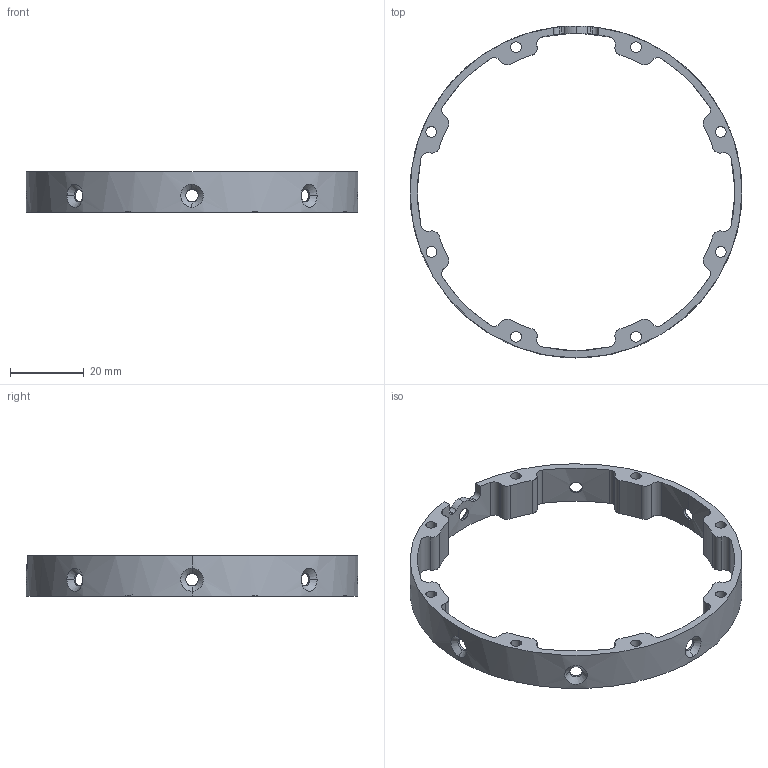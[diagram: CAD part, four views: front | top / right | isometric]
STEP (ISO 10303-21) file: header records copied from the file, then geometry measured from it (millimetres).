
FILE_DESCRIPTION (( 'STEP AP214' ), '1' );
FILE_NAME ('鷕窒壽誹郪璃2.STEP', '2022-06-12T11:54:21', ( '' ), ( '' ), 'SwSTEP 2.0', 'SolidWorks 2021', '' );
FILE_SCHEMA (( 'AUTOMOTIVE_DESIGN' ));
Length unit declared in the file: millimetre
Products named in the file (1): 鷕窒壽誹郪璃2
Bounding box: 90 x 90 x 11 mm (x, y, z)
Volume: 8890 mm3; surface area: 8752.6 mm2
Topology: 1 solids, 1 shells, 135 faces, 397 edges, 252 vertices
Faces by surface type: cylinder 97, cone 32, plane 6
Entity records: 5643 total; most frequent: CARTESIAN_POINT 1888, DIRECTION 815, ORIENTED_EDGE 794, EDGE_CURVE 397, AXIS2_PLACEMENT_3D 337, VERTEX_POINT 252, CIRCLE 201, EDGE_LOOP 157
